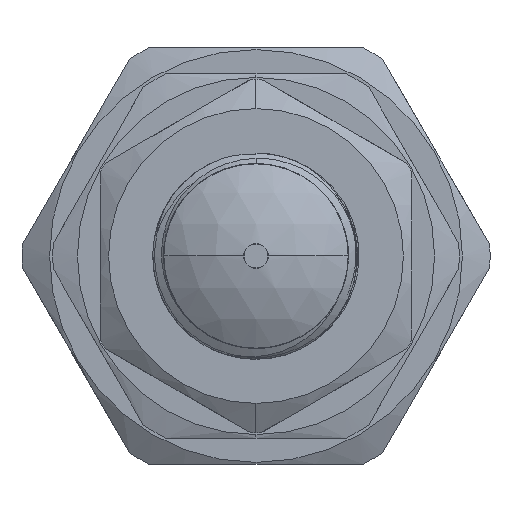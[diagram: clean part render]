
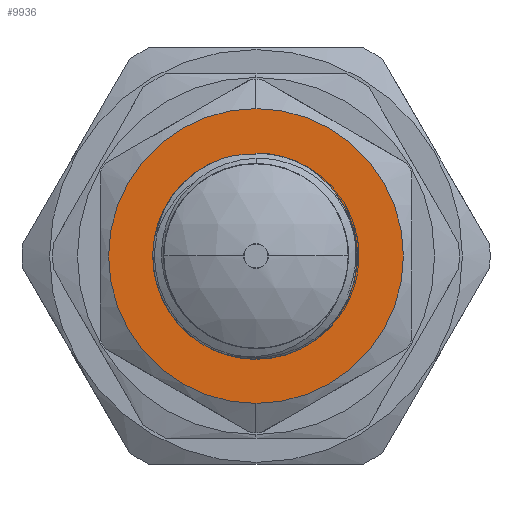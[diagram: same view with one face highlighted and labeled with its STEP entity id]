
A CAD part, left-side view. The second image highlights one B-rep face of the part: STEP entity #9936.
In plain terms, the highlighted planar face has unit normal (-1, 0, 0).
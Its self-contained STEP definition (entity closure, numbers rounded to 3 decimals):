
#62 = VERTEX_POINT ( 'NONE', #17094 ) ;
#368 = EDGE_LOOP ( 'NONE', ( #4162, #8145 ) ) ;
#562 = LINE ( 'NONE', #17437, #10228 ) ;
#697 = VERTEX_POINT ( 'NONE', #3105 ) ;
#790 = CIRCLE ( 'NONE', #6048, 6.2 ) ;
#946 = DIRECTION ( 'NONE',  ( 1., 0., 0. ) ) ;
#1527 = AXIS2_PLACEMENT_3D ( 'NONE', #8087, #12416, #2425 ) ;
#1641 = CARTESIAN_POINT ( 'NONE',  ( -111.7, 0.106, 6.199 ) ) ;
#1738 = ORIENTED_EDGE ( 'NONE', *, *, #5045, .T. ) ;
#1788 = CARTESIAN_POINT ( 'NONE',  ( -111.7, 0., 6.287 ) ) ;
#1965 = AXIS2_PLACEMENT_3D ( 'NONE', #14916, #20901, #25055 ) ;
#2035 = CARTESIAN_POINT ( 'NONE',  ( -111.7, 5.551, 2.979 ) ) ;
#2194 = EDGE_CURVE ( 'NONE', #6081, #62, #8375, .T. ) ;
#2313 = EDGE_CURVE ( 'NONE', #15569, #6081, #20078, .T. ) ;
#2425 = DIRECTION ( 'NONE',  ( 0., 0., -1. ) ) ;
#2565 = CARTESIAN_POINT ( 'NONE',  ( -111.7, 1.914, 6.002 ) ) ;
#3105 = CARTESIAN_POINT ( 'NONE',  ( -111.7, 0., 9. ) ) ;
#3531 = ORIENTED_EDGE ( 'NONE', *, *, #19823, .T. ) ;
#3797 = CARTESIAN_POINT ( 'NONE',  ( -111.7, -4.199, 4.608 ) ) ;
#3901 = CARTESIAN_POINT ( 'NONE',  ( -111.7, -4.478, 4.288 ) ) ;
#4162 = ORIENTED_EDGE ( 'NONE', *, *, #16745, .T. ) ;
#4208 = VERTEX_POINT ( 'NONE', #16125 ) ;
#4847 = CARTESIAN_POINT ( 'NONE',  ( -111.7, 0.718, 6.221 ) ) ;
#4949 = DIRECTION ( 'NONE',  ( 0., 0., -1. ) ) ;
#5045 = EDGE_CURVE ( 'NONE', #4208, #62, #790, .T. ) ;
#5276 = AXIS2_PLACEMENT_3D ( 'NONE', #14656, #946, #4949 ) ;
#5452 = CIRCLE ( 'NONE', #5276, 6.2 ) ;
#5987 = CARTESIAN_POINT ( 'NONE',  ( -111.7, -0.843, 6.243 ) ) ;
#6048 = AXIS2_PLACEMENT_3D ( 'NONE', #6626, #20542, #6717 ) ;
#6081 = VERTEX_POINT ( 'NONE', #2035 ) ;
#6095 = CARTESIAN_POINT ( 'NONE',  ( -111.7, -3.887, 4.892 ) ) ;
#6188 = EDGE_CURVE ( 'NONE', #697, #19947, #22430, .T. ) ;
#6526 = DIRECTION ( 'NONE',  ( 0., 0., 1. ) ) ;
#6626 = CARTESIAN_POINT ( 'NONE',  ( -111.7, 0., 0. ) ) ;
#6717 = DIRECTION ( 'NONE',  ( 0., 0., -1. ) ) ;
#6908 = CARTESIAN_POINT ( 'NONE',  ( -111.7, 0., -9. ) ) ;
#6987 = ORIENTED_EDGE ( 'NONE', *, *, #13142, .F. ) ;
#7106 = CARTESIAN_POINT ( 'NONE',  ( -111.7, 6.066, 1.284 ) ) ;
#7899 = ORIENTED_EDGE ( 'NONE', *, *, #22544, .F. ) ;
#8087 = CARTESIAN_POINT ( 'NONE',  ( -111.7, 9.5, -16.454 ) ) ;
#8145 = ORIENTED_EDGE ( 'NONE', *, *, #6188, .T. ) ;
#8375 = B_SPLINE_CURVE_WITH_KNOTS ( 'NONE', 3,
 ( #10853, #12665, #14883, #7106 ),
 .UNSPECIFIED., .F., .F.,
 ( 4, 4 ),
 ( 0., 0.002 ),
 .UNSPECIFIED. ) ;
#8481 = CARTESIAN_POINT ( 'NONE',  ( -111.7, 1.321, 6.155 ) ) ;
#9513 = CIRCLE ( 'NONE', #1965, 9. ) ;
#9823 = CARTESIAN_POINT ( 'NONE',  ( -111.7, 0., 6.287 ) ) ;
#9936 = ADVANCED_FACE ( 'NONE', ( #10610, #15238 ), #24174, .F. ) ;
#10066 = CARTESIAN_POINT ( 'NONE',  ( -111.7, -1.673, 6.068 ) ) ;
#10228 = VECTOR ( 'NONE', #17531, 1000. ) ;
#10497 = EDGE_CURVE ( 'NONE', #4208, #12469, #11945, .T. ) ;
#10610 = FACE_OUTER_BOUND ( 'NONE', #368, .T. ) ;
#10853 = CARTESIAN_POINT ( 'NONE',  ( -111.7, 5.551, 2.979 ) ) ;
#11945 = B_SPLINE_CURVE_WITH_KNOTS ( 'NONE', 3,
 ( #3901, #3797, #6095, #16034, #15938, #21657, #10066, #5987, #17751, #9823 ),
 .UNSPECIFIED., .F., .F.,
 ( 4, 2, 2, 2, 4 ),
 ( 0., 0.002, 0.003, 0.004, 0.005 ),
 .UNSPECIFIED. ) ;
#12416 = DIRECTION ( 'NONE',  ( 1., 0., 0. ) ) ;
#12469 = VERTEX_POINT ( 'NONE', #1788 ) ;
#12665 = CARTESIAN_POINT ( 'NONE',  ( -111.7, 5.803, 2.439 ) ) ;
#13142 = EDGE_CURVE ( 'NONE', #12469, #13704, #562, .T. ) ;
#13704 = VERTEX_POINT ( 'NONE', #19800 ) ;
#14077 = EDGE_LOOP ( 'NONE', ( #14089, #20002, #7899, #3531, #6987, #23954, #1738 ) ) ;
#14089 = ORIENTED_EDGE ( 'NONE', *, *, #2194, .F. ) ;
#14574 = CARTESIAN_POINT ( 'NONE',  ( -111.7, 0., 0. ) ) ;
#14656 = CARTESIAN_POINT ( 'NONE',  ( -111.7, 0., 0. ) ) ;
#14728 = DIRECTION ( 'NONE',  ( 0., 0., -1. ) ) ;
#14810 = DIRECTION ( 'NONE',  ( -1., 0., 0. ) ) ;
#14883 = CARTESIAN_POINT ( 'NONE',  ( -111.7, 5.975, 1.873 ) ) ;
#14916 = CARTESIAN_POINT ( 'NONE',  ( -111.7, 0., 0. ) ) ;
#15238 = FACE_BOUND ( 'NONE', #14077, .T. ) ;
#15569 = VERTEX_POINT ( 'NONE', #15686 ) ;
#15686 = CARTESIAN_POINT ( 'NONE',  ( -111.7, 1.914, 6.002 ) ) ;
#15938 = CARTESIAN_POINT ( 'NONE',  ( -111.7, -2.837, 5.601 ) ) ;
#16034 = CARTESIAN_POINT ( 'NONE',  ( -111.7, -3.207, 5.388 ) ) ;
#16125 = CARTESIAN_POINT ( 'NONE',  ( -111.7, -4.478, 4.288 ) ) ;
#16556 = DIRECTION ( 'NONE',  ( -1., 0., 0. ) ) ;
#16745 = EDGE_CURVE ( 'NONE', #19947, #697, #9513, .T. ) ;
#17094 = CARTESIAN_POINT ( 'NONE',  ( -111.7, 6.066, 1.284 ) ) ;
#17437 = CARTESIAN_POINT ( 'NONE',  ( -111.7, 0., -16.454 ) ) ;
#17531 = DIRECTION ( 'NONE',  ( 0., 0., -1. ) ) ;
#17751 = CARTESIAN_POINT ( 'NONE',  ( -111.7, -0.424, 6.287 ) ) ;
#18381 = VERTEX_POINT ( 'NONE', #1641 ) ;
#19800 = CARTESIAN_POINT ( 'NONE',  ( -111.7, 0., 6.2 ) ) ;
#19823 = EDGE_CURVE ( 'NONE', #18381, #13704, #5452, .T. ) ;
#19947 = VERTEX_POINT ( 'NONE', #6908 ) ;
#20002 = ORIENTED_EDGE ( 'NONE', *, *, #2313, .F. ) ;
#20078 = CIRCLE ( 'NONE', #24092, 6.3 ) ;
#20542 = DIRECTION ( 'NONE',  ( 1., 0., 0. ) ) ;
#20901 = DIRECTION ( 'NONE',  ( -1., 0., 0. ) ) ;
#21657 = CARTESIAN_POINT ( 'NONE',  ( -111.7, -2.072, 5.939 ) ) ;
#21693 = AXIS2_PLACEMENT_3D ( 'NONE', #14574, #16556, #6526 ) ;
#22430 = CIRCLE ( 'NONE', #21693, 9. ) ;
#22496 = CARTESIAN_POINT ( 'NONE',  ( -111.7, 0.106, 6.199 ) ) ;
#22544 = EDGE_CURVE ( 'NONE', #18381, #15569, #24781, .T. ) ;
#22846 = CARTESIAN_POINT ( 'NONE',  ( -111.7, 0., 0. ) ) ;
#23954 = ORIENTED_EDGE ( 'NONE', *, *, #10497, .F. ) ;
#24092 = AXIS2_PLACEMENT_3D ( 'NONE', #22846, #14810, #14728 ) ;
#24174 = PLANE ( 'NONE',  #1527 ) ;
#24781 = B_SPLINE_CURVE_WITH_KNOTS ( 'NONE', 3,
 ( #22496, #4847, #8481, #2565 ),
 .UNSPECIFIED., .F., .F.,
 ( 4, 4 ),
 ( 0.009, 0.011 ),
 .UNSPECIFIED. ) ;
#25055 = DIRECTION ( 'NONE',  ( 0., 0., 1. ) ) ;
